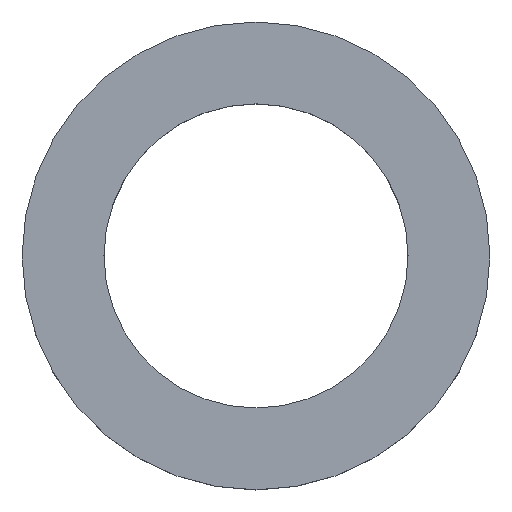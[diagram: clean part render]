
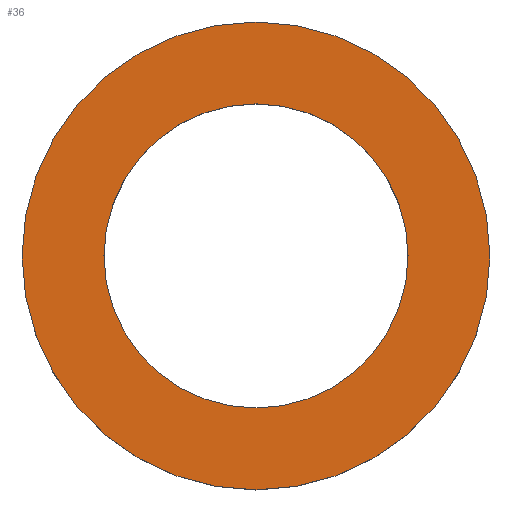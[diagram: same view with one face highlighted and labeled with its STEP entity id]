
A CAD part, top view. The second image highlights one B-rep face of the part: STEP entity #36.
In plain terms, the highlighted planar face has unit normal (0, 0, 1).
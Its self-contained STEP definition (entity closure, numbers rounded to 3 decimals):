
#1 = AXIS2_PLACEMENT_3D ( 'NONE', #229, #136, #116 ) ;
#4 = CARTESIAN_POINT ( 'NONE',  ( -6.5, 0., 3. ) ) ;
#13 = DIRECTION ( 'NONE',  ( 0., 0., 1. ) ) ;
#19 = EDGE_CURVE ( 'NONE', #184, #133, #94, .T. ) ;
#27 = CIRCLE ( 'NONE', #113, 10. ) ;
#31 = EDGE_LOOP ( 'NONE', ( #176, #95 ) ) ;
#36 = ADVANCED_FACE ( 'NONE', ( #132, #189 ), #158, .T. ) ;
#46 = DIRECTION ( 'NONE',  ( 1., 0., 0. ) ) ;
#49 = CARTESIAN_POINT ( 'NONE',  ( 0., 0., 3. ) ) ;
#63 = CARTESIAN_POINT ( 'NONE',  ( 0., 0., 3. ) ) ;
#64 = CARTESIAN_POINT ( 'NONE',  ( 10., 0., 3. ) ) ;
#71 = EDGE_CURVE ( 'NONE', #214, #171, #202, .T. ) ;
#75 = DIRECTION ( 'NONE',  ( 1., 0., 0. ) ) ;
#83 = DIRECTION ( 'NONE',  ( 0., 0., 1. ) ) ;
#84 = EDGE_LOOP ( 'NONE', ( #151, #207 ) ) ;
#94 = CIRCLE ( 'NONE', #159, 10. ) ;
#95 = ORIENTED_EDGE ( 'NONE', *, *, #71, .F. ) ;
#102 = CARTESIAN_POINT ( 'NONE',  ( 0., 0., 3. ) ) ;
#104 = AXIS2_PLACEMENT_3D ( 'NONE', #194, #83, #149 ) ;
#109 = DIRECTION ( 'NONE',  ( 0., 0., 1. ) ) ;
#113 = AXIS2_PLACEMENT_3D ( 'NONE', #102, #109, #46 ) ;
#116 = DIRECTION ( 'NONE',  ( 1., 0., 0. ) ) ;
#132 = FACE_OUTER_BOUND ( 'NONE', #84, .T. ) ;
#133 = VERTEX_POINT ( 'NONE', #64 ) ;
#136 = DIRECTION ( 'NONE',  ( 0., 0., 1. ) ) ;
#139 = CARTESIAN_POINT ( 'NONE',  ( 6.5, 0., 3. ) ) ;
#149 = DIRECTION ( 'NONE',  ( 1., 0., 0. ) ) ;
#151 = ORIENTED_EDGE ( 'NONE', *, *, #19, .T. ) ;
#158 = PLANE ( 'NONE',  #1 ) ;
#159 = AXIS2_PLACEMENT_3D ( 'NONE', #49, #247, #75 ) ;
#171 = VERTEX_POINT ( 'NONE', #4 ) ;
#176 = ORIENTED_EDGE ( 'NONE', *, *, #230, .F. ) ;
#184 = VERTEX_POINT ( 'NONE', #201 ) ;
#189 = FACE_BOUND ( 'NONE', #31, .T. ) ;
#194 = CARTESIAN_POINT ( 'NONE',  ( 0., 0., 3. ) ) ;
#200 = DIRECTION ( 'NONE',  ( 1., 0., 0. ) ) ;
#201 = CARTESIAN_POINT ( 'NONE',  ( -10., 0., 3. ) ) ;
#202 = CIRCLE ( 'NONE', #104, 6.5 ) ;
#207 = ORIENTED_EDGE ( 'NONE', *, *, #224, .T. ) ;
#213 = AXIS2_PLACEMENT_3D ( 'NONE', #63, #13, #200 ) ;
#214 = VERTEX_POINT ( 'NONE', #139 ) ;
#222 = CIRCLE ( 'NONE', #213, 6.5 ) ;
#224 = EDGE_CURVE ( 'NONE', #133, #184, #27, .T. ) ;
#229 = CARTESIAN_POINT ( 'NONE',  ( 0., 0., 3. ) ) ;
#230 = EDGE_CURVE ( 'NONE', #171, #214, #222, .T. ) ;
#247 = DIRECTION ( 'NONE',  ( 0., 0., 1. ) ) ;
